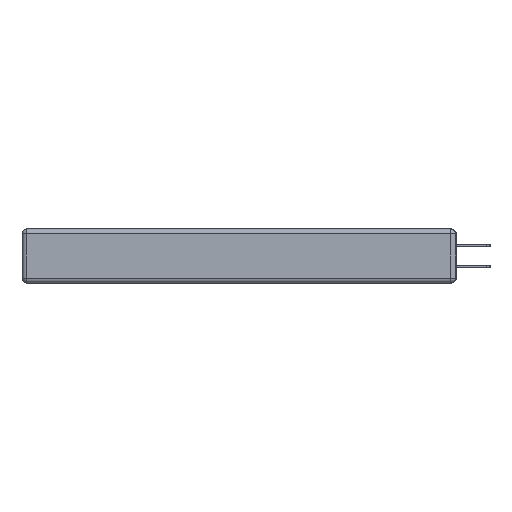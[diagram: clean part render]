
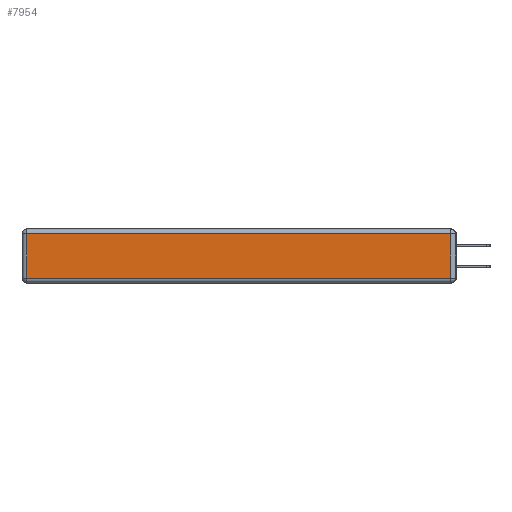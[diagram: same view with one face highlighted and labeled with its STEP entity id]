
A CAD part, left-side view. The second image highlights one B-rep face of the part: STEP entity #7954.
In plain terms, the highlighted planar face has unit normal (-1, 0, 0).
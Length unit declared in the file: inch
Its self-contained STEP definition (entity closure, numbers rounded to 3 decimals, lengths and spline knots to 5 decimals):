
#214 = CARTESIAN_POINT ( 'NONE',  ( 0., 2.75, -0.03 ) ) ;
#926 = CARTESIAN_POINT ( 'NONE',  ( 0., 0.03, -0.03 ) ) ;
#1760 = ORIENTED_EDGE ( 'NONE', *, *, #19692, .T. ) ;
#1837 = EDGE_LOOP ( 'NONE', ( #13434, #1760, #23332, #11238 ) ) ;
#2063 = VECTOR ( 'NONE', #2619, 39.37008 ) ;
#2619 = DIRECTION ( 'NONE',  ( 0., 1., 0. ) ) ;
#3239 = EDGE_CURVE ( 'NONE', #7390, #6192, #9120, .T. ) ;
#5285 = CARTESIAN_POINT ( 'NONE',  ( 0., 2.72, -0.343 ) ) ;
#6192 = VERTEX_POINT ( 'NONE', #30497 ) ;
#7390 = VERTEX_POINT ( 'NONE', #926 ) ;
#7954 = ADVANCED_FACE ( 'NONE', ( #26576 ), #27005, .T. ) ;
#9084 = EDGE_CURVE ( 'NONE', #6192, #16838, #10117, .T. ) ;
#9120 = LINE ( 'NONE', #214, #2063 ) ;
#10117 = LINE ( 'NONE', #5285, #26876 ) ;
#10121 = VECTOR ( 'NONE', #17737, 39.37008 ) ;
#11238 = ORIENTED_EDGE ( 'NONE', *, *, #9084, .T. ) ;
#12122 = EDGE_CURVE ( 'NONE', #16838, #12189, #15503, .T. ) ;
#12189 = VERTEX_POINT ( 'NONE', #20166 ) ;
#13049 = DIRECTION ( 'NONE',  ( 0., 0., 1. ) ) ;
#13434 = ORIENTED_EDGE ( 'NONE', *, *, #12122, .T. ) ;
#13932 = CARTESIAN_POINT ( 'NONE',  ( 0., 0., -0.313 ) ) ;
#15363 = CARTESIAN_POINT ( 'NONE',  ( 0., 0.03, -0.343 ) ) ;
#15503 = LINE ( 'NONE', #13932, #23681 ) ;
#16838 = VERTEX_POINT ( 'NONE', #24119 ) ;
#17737 = DIRECTION ( 'NONE',  ( 0., 0., 1. ) ) ;
#19692 = EDGE_CURVE ( 'NONE', #12189, #7390, #19820, .T. ) ;
#19820 = LINE ( 'NONE', #15363, #10121 ) ;
#20166 = CARTESIAN_POINT ( 'NONE',  ( 0., 0.03, -0.313 ) ) ;
#23332 = ORIENTED_EDGE ( 'NONE', *, *, #3239, .T. ) ;
#23681 = VECTOR ( 'NONE', #26038, 39.37008 ) ;
#24119 = CARTESIAN_POINT ( 'NONE',  ( 0., 2.72, -0.313 ) ) ;
#24310 = DIRECTION ( 'NONE',  ( 0., 0., -1. ) ) ;
#25099 = DIRECTION ( 'NONE',  ( -1., 0., 0. ) ) ;
#26038 = DIRECTION ( 'NONE',  ( 0., -1., 0. ) ) ;
#26576 = FACE_OUTER_BOUND ( 'NONE', #1837, .T. ) ;
#26876 = VECTOR ( 'NONE', #24310, 39.37008 ) ;
#27005 = PLANE ( 'NONE',  #30279 ) ;
#27311 = CARTESIAN_POINT ( 'NONE',  ( 0., 0., -0.343 ) ) ;
#30279 = AXIS2_PLACEMENT_3D ( 'NONE', #27311, #25099, #13049 ) ;
#30497 = CARTESIAN_POINT ( 'NONE',  ( 0., 2.72, -0.03 ) ) ;
